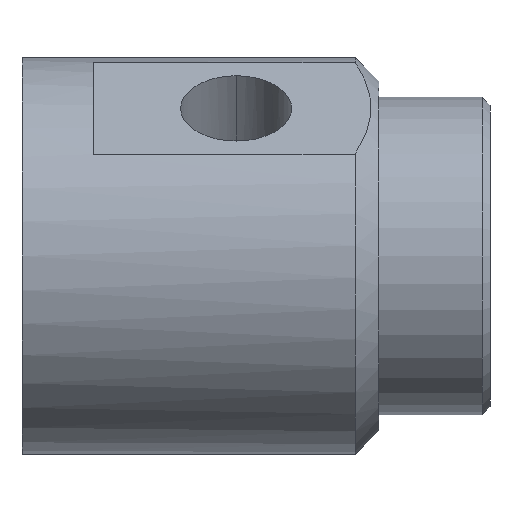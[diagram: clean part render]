
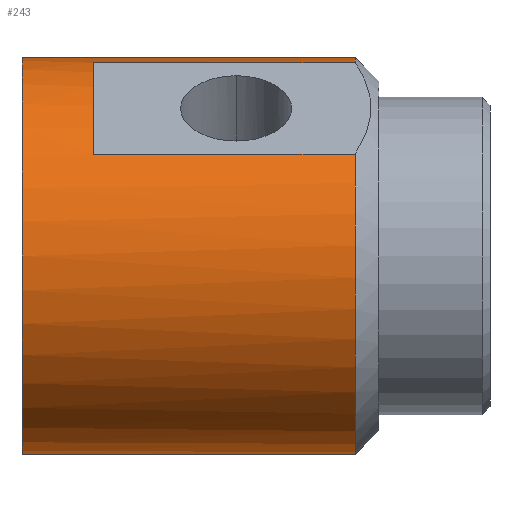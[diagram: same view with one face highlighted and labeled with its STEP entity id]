
A CAD part, front view. The second image highlights one B-rep face of the part: STEP entity #243.
In plain terms, the highlighted cylindrical face has radius 25 mm (diameter 50 mm), a partial arc.
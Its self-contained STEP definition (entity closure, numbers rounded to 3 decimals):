
#1 = DIRECTION ( 'NONE',  ( 0., 0.809, 0.588 ) ) ;
#27 = CARTESIAN_POINT ( 'NONE',  ( -47., 0., 0. ) ) ;
#32 = CIRCLE ( 'NONE', #1025, 25. ) ;
#47 = CARTESIAN_POINT ( 'NONE',  ( -26., -21.446, 12.848 ) ) ;
#73 = LINE ( 'NONE', #47, #104 ) ;
#103 = CARTESIAN_POINT ( 'NONE',  ( -47., 0., -25. ) ) ;
#104 = VECTOR ( 'NONE', #146, 1000. ) ;
#146 = DIRECTION ( 'NONE',  ( 1., 0., 0. ) ) ;
#150 = VECTOR ( 'NONE', #330, 1000. ) ;
#172 = DIRECTION ( 'NONE',  ( -1., 0., 0. ) ) ;
#174 = CARTESIAN_POINT ( 'NONE',  ( -5., 0., -25. ) ) ;
#176 = EDGE_LOOP ( 'NONE', ( #742, #590, #1111, #798, #539, #385, #993, #759 ) ) ;
#200 = CIRCLE ( 'NONE', #674, 25. ) ;
#239 = DIRECTION ( 'NONE',  ( -1., 0., 0. ) ) ;
#243 = ADVANCED_FACE ( 'NONE', ( #1085 ), #680, .T. ) ;
#245 = CARTESIAN_POINT ( 'NONE',  ( -26., -5.592, 24.366 ) ) ;
#257 = CARTESIAN_POINT ( 'NONE',  ( -5., 0., 25. ) ) ;
#268 = DIRECTION ( 'NONE',  ( -1., 0., 0. ) ) ;
#272 = CARTESIAN_POINT ( 'NONE',  ( -5., -21.446, 12.848 ) ) ;
#293 = DIRECTION ( 'NONE',  ( 1., 0., 0. ) ) ;
#330 = DIRECTION ( 'NONE',  ( -1., 0., 0. ) ) ;
#331 = CARTESIAN_POINT ( 'NONE',  ( -38., -21.446, 12.848 ) ) ;
#335 = EDGE_CURVE ( 'NONE', #735, #368, #1106, .T. ) ;
#350 = DIRECTION ( 'NONE',  ( -1., 0., 0. ) ) ;
#358 = EDGE_CURVE ( 'NONE', #735, #900, #1019, .T. ) ;
#368 = VERTEX_POINT ( 'NONE', #618 ) ;
#385 = ORIENTED_EDGE ( 'NONE', *, *, #358, .T. ) ;
#410 = CIRCLE ( 'NONE', #1120, 25. ) ;
#429 = VERTEX_POINT ( 'NONE', #103 ) ;
#432 = DIRECTION ( 'NONE',  ( -1., 0., 0. ) ) ;
#441 = DIRECTION ( 'NONE',  ( 0., 0.809, 0.588 ) ) ;
#475 = CARTESIAN_POINT ( 'NONE',  ( -5., 0., 25. ) ) ;
#490 = VERTEX_POINT ( 'NONE', #559 ) ;
#491 = EDGE_CURVE ( 'NONE', #368, #686, #200, .T. ) ;
#539 = ORIENTED_EDGE ( 'NONE', *, *, #335, .F. ) ;
#556 = VECTOR ( 'NONE', #432, 1000. ) ;
#559 = CARTESIAN_POINT ( 'NONE',  ( -47., 0., 25. ) ) ;
#590 = ORIENTED_EDGE ( 'NONE', *, *, #1051, .T. ) ;
#596 = EDGE_CURVE ( 'NONE', #429, #490, #32, .T. ) ;
#617 = CARTESIAN_POINT ( 'NONE',  ( -5., 0., 0. ) ) ;
#618 = CARTESIAN_POINT ( 'NONE',  ( -38., -5.592, 24.366 ) ) ;
#634 = AXIS2_PLACEMENT_3D ( 'NONE', #771, #239, #942 ) ;
#646 = LINE ( 'NONE', #968, #556 ) ;
#658 = DIRECTION ( 'NONE',  ( -1., 0., 0. ) ) ;
#674 = AXIS2_PLACEMENT_3D ( 'NONE', #820, #293, #1005 ) ;
#680 = CYLINDRICAL_SURFACE ( 'NONE', #634, 25. ) ;
#686 = VERTEX_POINT ( 'NONE', #331 ) ;
#735 = VERTEX_POINT ( 'NONE', #1053 ) ;
#742 = ORIENTED_EDGE ( 'NONE', *, *, #1127, .F. ) ;
#744 = VECTOR ( 'NONE', #172, 1000. ) ;
#754 = DIRECTION ( 'NONE',  ( 0., 0., 1. ) ) ;
#759 = ORIENTED_EDGE ( 'NONE', *, *, #596, .F. ) ;
#771 = CARTESIAN_POINT ( 'NONE',  ( -5., 0., 0. ) ) ;
#798 = ORIENTED_EDGE ( 'NONE', *, *, #491, .F. ) ;
#820 = CARTESIAN_POINT ( 'NONE',  ( -38., 0., 0. ) ) ;
#875 = CARTESIAN_POINT ( 'NONE',  ( -5., 0., 0. ) ) ;
#900 = VERTEX_POINT ( 'NONE', #475 ) ;
#942 = DIRECTION ( 'NONE',  ( 0., 0., 1. ) ) ;
#949 = AXIS2_PLACEMENT_3D ( 'NONE', #875, #350, #441 ) ;
#968 = CARTESIAN_POINT ( 'NONE',  ( -5., 0., -25. ) ) ;
#969 = EDGE_CURVE ( 'NONE', #686, #1036, #73, .T. ) ;
#993 = ORIENTED_EDGE ( 'NONE', *, *, #1066, .T. ) ;
#998 = VERTEX_POINT ( 'NONE', #174 ) ;
#1005 = DIRECTION ( 'NONE',  ( 0., 0., 1. ) ) ;
#1017 = LINE ( 'NONE', #257, #744 ) ;
#1019 = CIRCLE ( 'NONE', #949, 25. ) ;
#1025 = AXIS2_PLACEMENT_3D ( 'NONE', #27, #658, #754 ) ;
#1036 = VERTEX_POINT ( 'NONE', #272 ) ;
#1051 = EDGE_CURVE ( 'NONE', #998, #1036, #410, .T. ) ;
#1053 = CARTESIAN_POINT ( 'NONE',  ( -5., -5.592, 24.366 ) ) ;
#1066 = EDGE_CURVE ( 'NONE', #900, #490, #1017, .T. ) ;
#1085 = FACE_OUTER_BOUND ( 'NONE', #176, .T. ) ;
#1106 = LINE ( 'NONE', #245, #150 ) ;
#1111 = ORIENTED_EDGE ( 'NONE', *, *, #969, .F. ) ;
#1120 = AXIS2_PLACEMENT_3D ( 'NONE', #617, #268, #1 ) ;
#1127 = EDGE_CURVE ( 'NONE', #998, #429, #646, .T. ) ;
